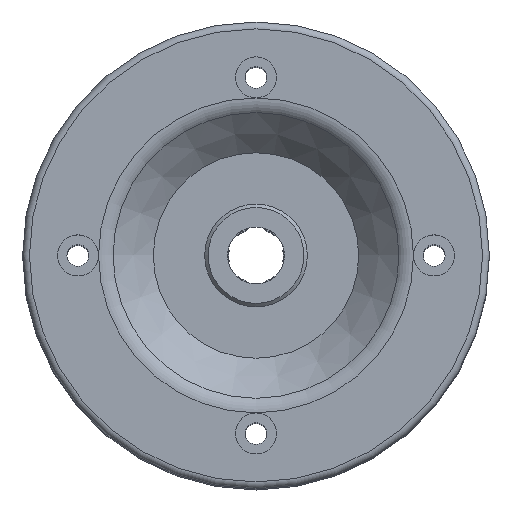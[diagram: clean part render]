
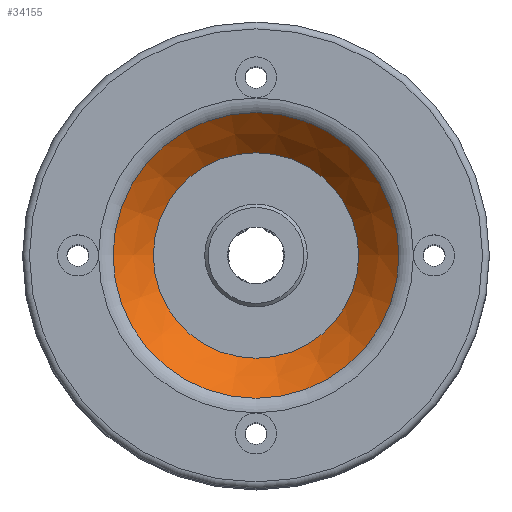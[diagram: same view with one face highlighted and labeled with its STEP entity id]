
A CAD part, top view. The second image highlights one B-rep face of the part: STEP entity #34155.
In plain terms, the highlighted conical face has half-angle 45 degrees and reference radius 17.936 mm.
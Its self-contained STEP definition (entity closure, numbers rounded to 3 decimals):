
#33591 = PLANE('',#33592);
#33592 = AXIS2_PLACEMENT_3D('',#33593,#33594,#33595);
#33593 = CARTESIAN_POINT('',(-15.,0.,16.25));
#33594 = DIRECTION('',(0.,0.,1.));
#33595 = DIRECTION('',(1.,0.,0.));
#33924 = EDGE_CURVE('',#33925,#33925,#33927,.T.);
#33925 = VERTEX_POINT('',#33926);
#33926 = CARTESIAN_POINT('',(15.,0.,16.25));
#33927 = SURFACE_CURVE('',#33928,(#33933,#33944),.PCURVE_S1.);
#33928 = CIRCLE('',#33929,15.);
#33929 = AXIS2_PLACEMENT_3D('',#33930,#33931,#33932);
#33930 = CARTESIAN_POINT('',(0.,0.,16.25));
#33931 = DIRECTION('',(0.,0.,-1.));
#33932 = DIRECTION('',(-1.,0.,0.));
#33933 = PCURVE('',#33591,#33934);
#33934 = DEFINITIONAL_REPRESENTATION('',(#33935),#33943);
#33935 = ( BOUNDED_CURVE() B_SPLINE_CURVE(2,(#33936,#33937,#33938,#33939
    ,#33940,#33941,#33942),.UNSPECIFIED.,.T.,.F.) 
B_SPLINE_CURVE_WITH_KNOTS((1,2,2,2,2,1),(-2.094,0.,
    2.094,4.189,6.283,8.378),
.UNSPECIFIED.) CURVE() GEOMETRIC_REPRESENTATION_ITEM() 
RATIONAL_B_SPLINE_CURVE((1.,0.5,1.,0.5,1.,0.5,1.)) REPRESENTATION_ITEM(
  '') );
#33936 = CARTESIAN_POINT('',(0.,0.));
#33937 = CARTESIAN_POINT('',(0.,25.981));
#33938 = CARTESIAN_POINT('',(22.5,12.99));
#33939 = CARTESIAN_POINT('',(45.,0.));
#33940 = CARTESIAN_POINT('',(22.5,-12.99));
#33941 = CARTESIAN_POINT('',(0.,-25.981));
#33942 = CARTESIAN_POINT('',(0.,0.));
#33943 = ( GEOMETRIC_REPRESENTATION_CONTEXT(2) 
PARAMETRIC_REPRESENTATION_CONTEXT() REPRESENTATION_CONTEXT('2D SPACE',''
  ) );
#33944 = PCURVE('',#33945,#33950);
#33945 = CONICAL_SURFACE('',#33946,17.936,0.785);
#33946 = AXIS2_PLACEMENT_3D('',#33947,#33948,#33949);
#33947 = CARTESIAN_POINT('',(0.,0.,19.186));
#33948 = DIRECTION('',(0.,0.,1.));
#33949 = DIRECTION('',(-1.,0.,0.));
#33950 = DEFINITIONAL_REPRESENTATION('',(#33951),#33955);
#33951 = LINE('',#33952,#33953);
#33952 = CARTESIAN_POINT('',(6.283,-2.936));
#33953 = VECTOR('',#33954,1.);
#33954 = DIRECTION('',(-1.,0.));
#33955 = ( GEOMETRIC_REPRESENTATION_CONTEXT(2) 
PARAMETRIC_REPRESENTATION_CONTEXT() REPRESENTATION_CONTEXT('2D SPACE',''
  ) );
#34155 = ADVANCED_FACE('',(#34156),#33945,.F.);
#34156 = FACE_BOUND('',#34157,.F.);
#34157 = EDGE_LOOP('',(#34158,#34181,#34208,#34209));
#34158 = ORIENTED_EDGE('',*,*,#34159,.T.);
#34159 = EDGE_CURVE('',#33925,#34160,#34162,.T.);
#34160 = VERTEX_POINT('',#34161);
#34161 = CARTESIAN_POINT('',(20.871,0.,22.121));
#34162 = SEAM_CURVE('',#34163,(#34167,#34174),.PCURVE_S1.);
#34163 = LINE('',#34164,#34165);
#34164 = CARTESIAN_POINT('',(17.936,0.,19.186));
#34165 = VECTOR('',#34166,1.);
#34166 = DIRECTION('',(0.707,0.,0.707));
#34167 = PCURVE('',#33945,#34168);
#34168 = DEFINITIONAL_REPRESENTATION('',(#34169),#34173);
#34169 = LINE('',#34170,#34171);
#34170 = CARTESIAN_POINT('',(3.142,0.));
#34171 = VECTOR('',#34172,1.);
#34172 = DIRECTION('',(0.,1.));
#34173 = ( GEOMETRIC_REPRESENTATION_CONTEXT(2) 
PARAMETRIC_REPRESENTATION_CONTEXT() REPRESENTATION_CONTEXT('2D SPACE',''
  ) );
#34174 = PCURVE('',#33945,#34175);
#34175 = DEFINITIONAL_REPRESENTATION('',(#34176),#34180);
#34176 = LINE('',#34177,#34178);
#34177 = CARTESIAN_POINT('',(-3.142,0.));
#34178 = VECTOR('',#34179,1.);
#34179 = DIRECTION('',(0.,1.));
#34180 = ( GEOMETRIC_REPRESENTATION_CONTEXT(2) 
PARAMETRIC_REPRESENTATION_CONTEXT() REPRESENTATION_CONTEXT('2D SPACE',''
  ) );
#34181 = ORIENTED_EDGE('',*,*,#34182,.T.);
#34182 = EDGE_CURVE('',#34160,#34160,#34183,.T.);
#34183 = SURFACE_CURVE('',#34184,(#34189,#34196),.PCURVE_S1.);
#34184 = CIRCLE('',#34185,20.871);
#34185 = AXIS2_PLACEMENT_3D('',#34186,#34187,#34188);
#34186 = CARTESIAN_POINT('',(0.,0.,22.121));
#34187 = DIRECTION('',(0.,0.,-1.));
#34188 = DIRECTION('',(-1.,0.,0.));
#34189 = PCURVE('',#33945,#34190);
#34190 = DEFINITIONAL_REPRESENTATION('',(#34191),#34195);
#34191 = LINE('',#34192,#34193);
#34192 = CARTESIAN_POINT('',(6.283,2.936));
#34193 = VECTOR('',#34194,1.);
#34194 = DIRECTION('',(-1.,0.));
#34195 = ( GEOMETRIC_REPRESENTATION_CONTEXT(2) 
PARAMETRIC_REPRESENTATION_CONTEXT() REPRESENTATION_CONTEXT('2D SPACE',''
  ) );
#34196 = PCURVE('',#34197,#34202);
#34197 = TOROIDAL_SURFACE('',#34198,22.993,3.);
#34198 = AXIS2_PLACEMENT_3D('',#34199,#34200,#34201);
#34199 = CARTESIAN_POINT('',(0.,0.,20.));
#34200 = DIRECTION('',(0.,0.,-1.));
#34201 = DIRECTION('',(-1.,0.,0.));
#34202 = DEFINITIONAL_REPRESENTATION('',(#34203),#34207);
#34203 = LINE('',#34204,#34205);
#34204 = CARTESIAN_POINT('',(-6.283,3.927));
#34205 = VECTOR('',#34206,1.);
#34206 = DIRECTION('',(1.,0.));
#34207 = ( GEOMETRIC_REPRESENTATION_CONTEXT(2) 
PARAMETRIC_REPRESENTATION_CONTEXT() REPRESENTATION_CONTEXT('2D SPACE',''
  ) );
#34208 = ORIENTED_EDGE('',*,*,#34159,.F.);
#34209 = ORIENTED_EDGE('',*,*,#33924,.F.);
